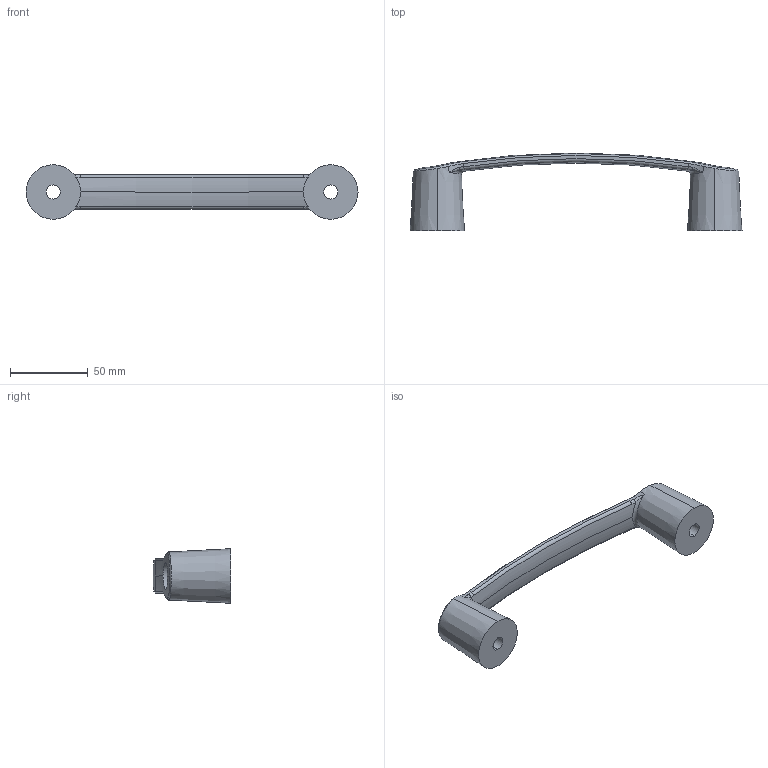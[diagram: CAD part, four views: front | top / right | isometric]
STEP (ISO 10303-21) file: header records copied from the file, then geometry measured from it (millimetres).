
FILE_DESCRIPTION(('STEP AP214'),'1');
FILE_NAME('fath_12179b85.stp','2017-05-22T11:32:27',('TraceParts'),('TraceParts S.A.'),'Spatial InterOp 3D',' ',' ');
FILE_SCHEMA(('automotive_design'));
Length unit declared in the file: millimetre
Products named in the file (1): fath_12179b85
Bounding box: 213 x 50 x 35 mm (x, y, z)
Volume: 78445 mm3; surface area: 22606.8 mm2
Topology: 1 solids, 1 shells, 58 faces, 152 edges, 92 vertices
Faces by surface type: bspline 20, cylinder 14, plane 12, torus 6, cone 6
Entity records: 3057 total; most frequent: CARTESIAN_POINT 1811, ORIENTED_EDGE 296, DIRECTION 202, EDGE_CURVE 148, VERTEX_POINT 92, AXIS2_PLACEMENT_3D 87, B_SPLINE_CURVE_WITH_KNOTS 72, EDGE_LOOP 62
